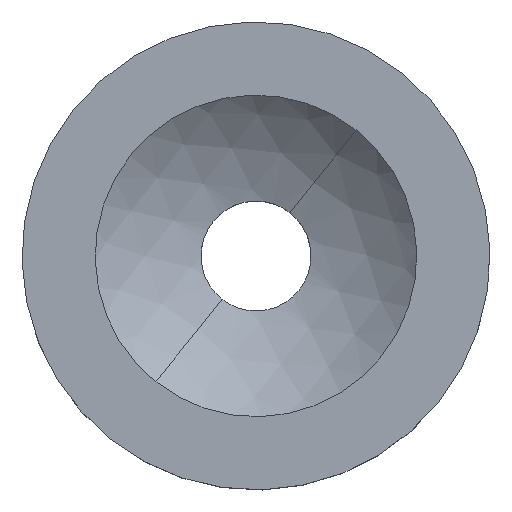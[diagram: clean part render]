
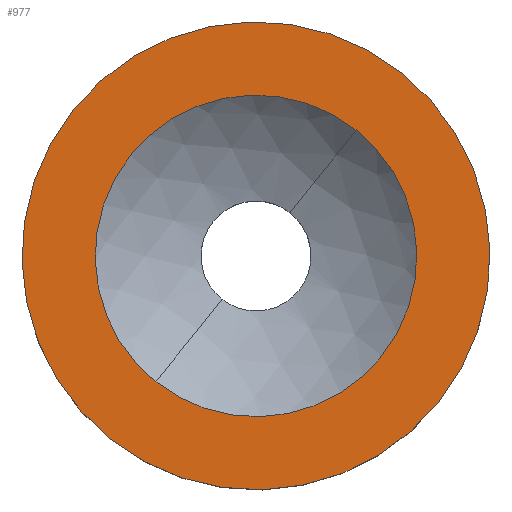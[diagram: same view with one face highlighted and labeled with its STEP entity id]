
A CAD part, top view. The second image highlights one B-rep face of the part: STEP entity #977.
In plain terms, the highlighted planar face has unit normal (0, 0, 1).
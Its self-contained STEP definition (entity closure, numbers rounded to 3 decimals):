
#120 = SPHERICAL_SURFACE('',#121,0.45);
#121 = AXIS2_PLACEMENT_3D('',#122,#123,#124);
#122 = CARTESIAN_POINT('',(10.363,-3.905,
    -1.376));
#123 = DIRECTION('',(-0.783,0.622,0.));
#124 = DIRECTION('',(0.622,0.783,0.));
#170 = SPHERICAL_SURFACE('',#171,0.45);
#171 = AXIS2_PLACEMENT_3D('',#172,#173,#174);
#172 = CARTESIAN_POINT('',(10.363,-3.905,
    -1.376));
#173 = DIRECTION('',(-0.783,0.622,0.));
#174 = DIRECTION('',(0.622,0.783,0.));
#288 = CYLINDRICAL_SURFACE('',#289,0.449);
#289 = AXIS2_PLACEMENT_3D('',#290,#291,#292);
#290 = CARTESIAN_POINT('',(10.363,-3.905,-1.4));
#291 = DIRECTION('',(0.,-0.,1.));
#292 = DIRECTION('',(0.783,-0.622,0.));
#329 = VERTEX_POINT('',#330);
#330 = CARTESIAN_POINT('',(10.011,-3.625,
    -1.703));
#343 = CYLINDRICAL_SURFACE('',#344,0.449);
#344 = AXIS2_PLACEMENT_3D('',#345,#346,#347);
#345 = CARTESIAN_POINT('',(10.363,-3.905,-1.4));
#346 = DIRECTION('',(0.,-0.,1.));
#347 = DIRECTION('',(0.783,-0.622,0.));
#354 = EDGE_CURVE('',#355,#329,#357,.T.);
#355 = VERTEX_POINT('',#356);
#356 = CARTESIAN_POINT('',(10.715,-4.184,
    -1.703));
#357 = SURFACE_CURVE('',#358,(#363,#369),.PCURVE_S1.);
#358 = CIRCLE('',#359,0.449);
#359 = AXIS2_PLACEMENT_3D('',#360,#361,#362);
#360 = CARTESIAN_POINT('',(10.363,-3.905,
    -1.703));
#361 = DIRECTION('',(-0.,0.,1.));
#362 = DIRECTION('',(0.783,-0.622,0.));
#363 = PCURVE('',#288,#364);
#364 = DEFINITIONAL_REPRESENTATION('',(#365),#368);
#365 = B_SPLINE_CURVE_WITH_KNOTS('',1,(#366,#367),.UNSPECIFIED.,.F.,.F.,
  (2,2),(0.,3.142),.PIECEWISE_BEZIER_KNOTS.);
#366 = CARTESIAN_POINT('',(0.,-0.303));
#367 = CARTESIAN_POINT('',(3.142,-0.303));
#368 = ( GEOMETRIC_REPRESENTATION_CONTEXT(2) 
PARAMETRIC_REPRESENTATION_CONTEXT() REPRESENTATION_CONTEXT('2D SPACE',''
  ) );
#369 = PCURVE('',#370,#375);
#370 = PLANE('',#371);
#371 = AXIS2_PLACEMENT_3D('',#372,#373,#374);
#372 = CARTESIAN_POINT('',(10.555,-3.663,
    -1.703));
#373 = DIRECTION('',(0.,0.,1.));
#374 = DIRECTION('',(0.783,-0.622,0.));
#375 = DEFINITIONAL_REPRESENTATION('',(#376),#380);
#376 = CIRCLE('',#377,0.449);
#377 = AXIS2_PLACEMENT_2D('',#378,#379);
#378 = CARTESIAN_POINT('',(0.,-0.309));
#379 = DIRECTION('',(1.,0.));
#380 = ( GEOMETRIC_REPRESENTATION_CONTEXT(2) 
PARAMETRIC_REPRESENTATION_CONTEXT() REPRESENTATION_CONTEXT('2D SPACE',''
  ) );
#452 = VERTEX_POINT('',#453);
#453 = CARTESIAN_POINT('',(10.555,-3.663,
    -1.703));
#473 = EDGE_CURVE('',#474,#452,#476,.T.);
#474 = VERTEX_POINT('',#475);
#475 = CARTESIAN_POINT('',(10.171,-4.146,-1.703
    ));
#476 = SURFACE_CURVE('',#477,(#482,#511),.PCURVE_S1.);
#477 = CIRCLE('',#478,0.309);
#478 = AXIS2_PLACEMENT_3D('',#479,#480,#481);
#479 = CARTESIAN_POINT('',(10.363,-3.905,
    -1.703));
#480 = DIRECTION('',(-0.,0.,1.));
#481 = DIRECTION('',(0.783,-0.622,0.));
#482 = PCURVE('',#120,#483);
#483 = DEFINITIONAL_REPRESENTATION('',(#484),#510);
#484 = B_SPLINE_CURVE_WITH_KNOTS('',3,(#485,#486,#487,#488,#489,#490,
    #491,#492,#493,#494,#495,#496,#497,#498,#499,#500,#501,#502,#503,
    #504,#505,#506,#507,#508,#509),.UNSPECIFIED.,.F.,.F.,(4,1,1,1,1,1,1,
    1,1,1,1,1,1,1,1,1,1,1,1,1,1,1,4),(4.712,4.855,
    4.998,5.141,5.284,5.426,
    5.569,5.712,5.855,5.998,
    6.14,6.283,6.426,6.569,
    6.712,6.854,6.997,7.14,
    7.283,7.426,7.568,7.711,
    7.854),.UNSPECIFIED.);
#485 = CARTESIAN_POINT('',(2.327,0.));
#486 = CARTESIAN_POINT('',(2.327,-0.033));
#487 = CARTESIAN_POINT('',(2.324,-0.098));
#488 = CARTESIAN_POINT('',(2.308,-0.195));
#489 = CARTESIAN_POINT('',(2.282,-0.29));
#490 = CARTESIAN_POINT('',(2.244,-0.381));
#491 = CARTESIAN_POINT('',(2.193,-0.467));
#492 = CARTESIAN_POINT('',(2.127,-0.547));
#493 = CARTESIAN_POINT('',(2.045,-0.617));
#494 = CARTESIAN_POINT('',(1.947,-0.677));
#495 = CARTESIAN_POINT('',(1.833,-0.722));
#496 = CARTESIAN_POINT('',(1.706,-0.75));
#497 = CARTESIAN_POINT('',(1.571,-0.76));
#498 = CARTESIAN_POINT('',(1.436,-0.75));
#499 = CARTESIAN_POINT('',(1.309,-0.722));
#500 = CARTESIAN_POINT('',(1.194,-0.677));
#501 = CARTESIAN_POINT('',(1.096,-0.617));
#502 = CARTESIAN_POINT('',(1.015,-0.547));
#503 = CARTESIAN_POINT('',(0.949,-0.467));
#504 = CARTESIAN_POINT('',(0.898,-0.381));
#505 = CARTESIAN_POINT('',(0.859,-0.29));
#506 = CARTESIAN_POINT('',(0.833,-0.195));
#507 = CARTESIAN_POINT('',(0.818,-0.098));
#508 = CARTESIAN_POINT('',(0.814,-0.033));
#509 = CARTESIAN_POINT('',(0.814,0.));
#510 = ( GEOMETRIC_REPRESENTATION_CONTEXT(2) 
PARAMETRIC_REPRESENTATION_CONTEXT() REPRESENTATION_CONTEXT('2D SPACE',''
  ) );
#511 = PCURVE('',#370,#512);
#512 = DEFINITIONAL_REPRESENTATION('',(#513),#517);
#513 = CIRCLE('',#514,0.309);
#514 = AXIS2_PLACEMENT_2D('',#515,#516);
#515 = CARTESIAN_POINT('',(0.,-0.309));
#516 = DIRECTION('',(1.,0.));
#517 = ( GEOMETRIC_REPRESENTATION_CONTEXT(2) 
PARAMETRIC_REPRESENTATION_CONTEXT() REPRESENTATION_CONTEXT('2D SPACE',''
  ) );
#860 = EDGE_CURVE('',#452,#474,#861,.T.);
#861 = SURFACE_CURVE('',#862,(#867,#896),.PCURVE_S1.);
#862 = CIRCLE('',#863,0.309);
#863 = AXIS2_PLACEMENT_3D('',#864,#865,#866);
#864 = CARTESIAN_POINT('',(10.363,-3.905,
    -1.703));
#865 = DIRECTION('',(-0.,0.,1.));
#866 = DIRECTION('',(0.783,-0.622,0.));
#867 = PCURVE('',#170,#868);
#868 = DEFINITIONAL_REPRESENTATION('',(#869),#895);
#869 = B_SPLINE_CURVE_WITH_KNOTS('',3,(#870,#871,#872,#873,#874,#875,
    #876,#877,#878,#879,#880,#881,#882,#883,#884,#885,#886,#887,#888,
    #889,#890,#891,#892,#893,#894),.UNSPECIFIED.,.F.,.F.,(4,1,1,1,1,1,1,
    1,1,1,1,1,1,1,1,1,1,1,1,1,1,1,4),(1.571,1.714,
    1.856,1.999,2.142,2.285,
    2.428,2.57,2.713,2.856,
    2.999,3.142,3.284,3.427,
    3.57,3.713,3.856,3.998,
    4.141,4.284,4.427,4.57,
    4.712),.UNSPECIFIED.);
#870 = CARTESIAN_POINT('',(0.814,0.));
#871 = CARTESIAN_POINT('',(0.814,0.033));
#872 = CARTESIAN_POINT('',(0.818,0.098));
#873 = CARTESIAN_POINT('',(0.833,0.195));
#874 = CARTESIAN_POINT('',(0.859,0.29));
#875 = CARTESIAN_POINT('',(0.898,0.381));
#876 = CARTESIAN_POINT('',(0.949,0.467));
#877 = CARTESIAN_POINT('',(1.015,0.547));
#878 = CARTESIAN_POINT('',(1.096,0.617));
#879 = CARTESIAN_POINT('',(1.194,0.677));
#880 = CARTESIAN_POINT('',(1.309,0.722));
#881 = CARTESIAN_POINT('',(1.436,0.75));
#882 = CARTESIAN_POINT('',(1.571,0.76));
#883 = CARTESIAN_POINT('',(1.706,0.75));
#884 = CARTESIAN_POINT('',(1.833,0.722));
#885 = CARTESIAN_POINT('',(1.947,0.677));
#886 = CARTESIAN_POINT('',(2.045,0.617));
#887 = CARTESIAN_POINT('',(2.127,0.547));
#888 = CARTESIAN_POINT('',(2.193,0.467));
#889 = CARTESIAN_POINT('',(2.244,0.381));
#890 = CARTESIAN_POINT('',(2.282,0.29));
#891 = CARTESIAN_POINT('',(2.308,0.195));
#892 = CARTESIAN_POINT('',(2.324,0.098));
#893 = CARTESIAN_POINT('',(2.327,0.033));
#894 = CARTESIAN_POINT('',(2.327,0.));
#895 = ( GEOMETRIC_REPRESENTATION_CONTEXT(2) 
PARAMETRIC_REPRESENTATION_CONTEXT() REPRESENTATION_CONTEXT('2D SPACE',''
  ) );
#896 = PCURVE('',#370,#897);
#897 = DEFINITIONAL_REPRESENTATION('',(#898),#902);
#898 = CIRCLE('',#899,0.309);
#899 = AXIS2_PLACEMENT_2D('',#900,#901);
#900 = CARTESIAN_POINT('',(0.,-0.309));
#901 = DIRECTION('',(1.,0.));
#902 = ( GEOMETRIC_REPRESENTATION_CONTEXT(2) 
PARAMETRIC_REPRESENTATION_CONTEXT() REPRESENTATION_CONTEXT('2D SPACE',''
  ) );
#957 = EDGE_CURVE('',#329,#355,#958,.T.);
#958 = SURFACE_CURVE('',#959,(#964,#970),.PCURVE_S1.);
#959 = CIRCLE('',#960,0.449);
#960 = AXIS2_PLACEMENT_3D('',#961,#962,#963);
#961 = CARTESIAN_POINT('',(10.363,-3.905,
    -1.703));
#962 = DIRECTION('',(-0.,0.,1.));
#963 = DIRECTION('',(0.783,-0.622,0.));
#964 = PCURVE('',#343,#965);
#965 = DEFINITIONAL_REPRESENTATION('',(#966),#969);
#966 = B_SPLINE_CURVE_WITH_KNOTS('',1,(#967,#968),.UNSPECIFIED.,.F.,.F.,
  (2,2),(3.142,6.283),.PIECEWISE_BEZIER_KNOTS.);
#967 = CARTESIAN_POINT('',(3.142,-0.303));
#968 = CARTESIAN_POINT('',(6.283,-0.303));
#969 = ( GEOMETRIC_REPRESENTATION_CONTEXT(2) 
PARAMETRIC_REPRESENTATION_CONTEXT() REPRESENTATION_CONTEXT('2D SPACE',''
  ) );
#970 = PCURVE('',#370,#971);
#971 = DEFINITIONAL_REPRESENTATION('',(#972),#976);
#972 = CIRCLE('',#973,0.449);
#973 = AXIS2_PLACEMENT_2D('',#974,#975);
#974 = CARTESIAN_POINT('',(0.,-0.309));
#975 = DIRECTION('',(1.,0.));
#976 = ( GEOMETRIC_REPRESENTATION_CONTEXT(2) 
PARAMETRIC_REPRESENTATION_CONTEXT() REPRESENTATION_CONTEXT('2D SPACE',''
  ) );
#977 = ADVANCED_FACE('',(#978,#982),#370,.T.);
#978 = FACE_BOUND('',#979,.T.);
#979 = EDGE_LOOP('',(#980,#981));
#980 = ORIENTED_EDGE('',*,*,#354,.T.);
#981 = ORIENTED_EDGE('',*,*,#957,.T.);
#982 = FACE_BOUND('',#983,.T.);
#983 = EDGE_LOOP('',(#984,#985));
#984 = ORIENTED_EDGE('',*,*,#860,.F.);
#985 = ORIENTED_EDGE('',*,*,#473,.F.);
